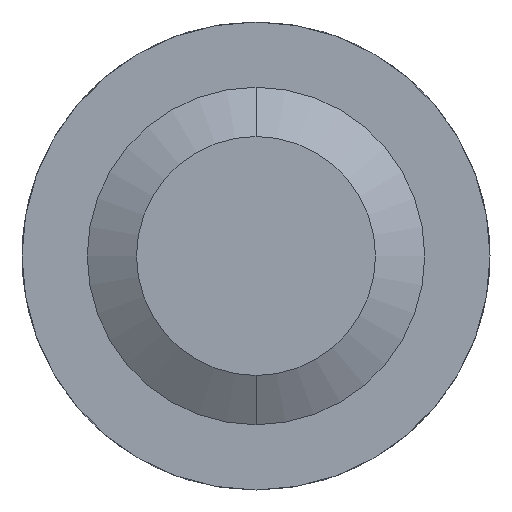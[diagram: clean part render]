
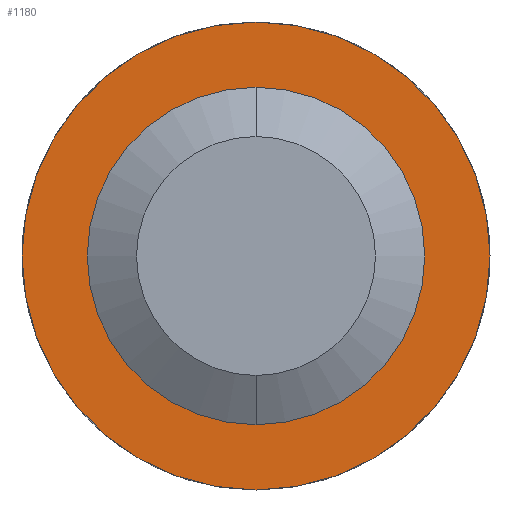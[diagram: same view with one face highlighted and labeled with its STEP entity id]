
A CAD part, front view. The second image highlights one B-rep face of the part: STEP entity #1180.
In plain terms, the highlighted planar face has unit normal (0, -1, 0).
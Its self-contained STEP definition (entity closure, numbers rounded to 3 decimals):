
#19 = ORIENTED_EDGE ( 'NONE', *, *, #3960, .F. ) ;
#54 = ORIENTED_EDGE ( 'NONE', *, *, #910, .T. ) ;
#103 = EDGE_LOOP ( 'NONE', ( #4064, #19 ) ) ;
#109 = DIRECTION ( 'NONE',  ( 0., 0., 1. ) ) ;
#459 = PLANE ( 'NONE',  #4306 ) ;
#473 = DIRECTION ( 'NONE',  ( 0., 0., 1. ) ) ;
#630 = CIRCLE ( 'NONE', #1959, 0.685 ) ;
#910 = EDGE_CURVE ( 'Defeature ausgef�hrt1_45+Defeature ausgef�hrt1_46+Defeature ausgef�hrt1_46+Defeature ausgef�hrt1_46', #3630, #4260, #1325, .T. ) ;
#1160 = DIRECTION ( 'NONE',  ( 0., 1., 0. ) ) ;
#1180 = ADVANCED_FACE ( 'Defeature ausgef�hrt1_45', ( #3540, #4598 ), #459, .F. ) ;
#1222 = CARTESIAN_POINT ( 'NONE',  ( 0.95, -2.5, 0. ) ) ;
#1270 = CARTESIAN_POINT ( 'NONE',  ( 0., -2.5, 0.95 ) ) ;
#1325 = CIRCLE ( 'NONE', #4358, 0.685 ) ;
#1751 = VERTEX_POINT ( 'NONE', #1270 ) ;
#1959 = AXIS2_PLACEMENT_3D ( 'NONE', #4317, #4686, #2546 ) ;
#2104 = CIRCLE ( 'NONE', #4345, 0.95 ) ;
#2341 = EDGE_LOOP ( 'NONE', ( #4481, #54 ) ) ;
#2452 = EDGE_CURVE ( 'Defeature ausgef�hrt1_45+Defeature ausgef�hrt1_46+Defeature ausgef�hrt1_46+Defeature ausgef�hrt1_46', #4260, #3630, #630, .T. ) ;
#2498 = DIRECTION ( 'NONE',  ( 0., 0., 1. ) ) ;
#2513 = CARTESIAN_POINT ( 'NONE',  ( 0., -2.5, 0. ) ) ;
#2546 = DIRECTION ( 'NONE',  ( 0., 0., 1. ) ) ;
#2652 = CARTESIAN_POINT ( 'NONE',  ( 0., -2.5, 0. ) ) ;
#2675 = CIRCLE ( 'NONE', #4369, 0.95 ) ;
#3005 = DIRECTION ( 'NONE',  ( 0., 1., 0. ) ) ;
#3204 = CARTESIAN_POINT ( 'NONE',  ( 0., -2.5, 0.685 ) ) ;
#3259 = VERTEX_POINT ( 'NONE', #4316 ) ;
#3345 = EDGE_CURVE ( 'Defeature ausgef�hrt1_44+Defeature ausgef�hrt1_45+Defeature ausgef�hrt1_45+Defeature ausgef�hrt1_45', #1751, #3259, #2104, .T. ) ;
#3540 = FACE_OUTER_BOUND ( 'NONE', #103, .T. ) ;
#3630 = VERTEX_POINT ( 'NONE', #3857 ) ;
#3705 = DIRECTION ( 'NONE',  ( 0., 0., 1. ) ) ;
#3744 = CARTESIAN_POINT ( 'NONE',  ( 0., -2.5, 0. ) ) ;
#3857 = CARTESIAN_POINT ( 'NONE',  ( 0., -2.5, -0.685 ) ) ;
#3933 = DIRECTION ( 'NONE',  ( 0., 1., 0. ) ) ;
#3960 = EDGE_CURVE ( 'Defeature ausgef�hrt1_44+Defeature ausgef�hrt1_45+Defeature ausgef�hrt1_45+Defeature ausgef�hrt1_45', #3259, #1751, #2675, .T. ) ;
#4064 = ORIENTED_EDGE ( 'NONE', *, *, #3345, .F. ) ;
#4260 = VERTEX_POINT ( 'NONE', #3204 ) ;
#4306 = AXIS2_PLACEMENT_3D ( 'NONE', #1222, #4426, #109 ) ;
#4316 = CARTESIAN_POINT ( 'NONE',  ( 0., -2.5, -0.95 ) ) ;
#4317 = CARTESIAN_POINT ( 'NONE',  ( 0., -2.5, 0. ) ) ;
#4345 = AXIS2_PLACEMENT_3D ( 'NONE', #2652, #3005, #3705 ) ;
#4358 = AXIS2_PLACEMENT_3D ( 'NONE', #2513, #3933, #2498 ) ;
#4369 = AXIS2_PLACEMENT_3D ( 'NONE', #3744, #1160, #473 ) ;
#4426 = DIRECTION ( 'NONE',  ( 0., 1., 0. ) ) ;
#4481 = ORIENTED_EDGE ( 'NONE', *, *, #2452, .T. ) ;
#4598 = FACE_BOUND ( 'NONE', #2341, .T. ) ;
#4686 = DIRECTION ( 'NONE',  ( 0., 1., 0. ) ) ;
